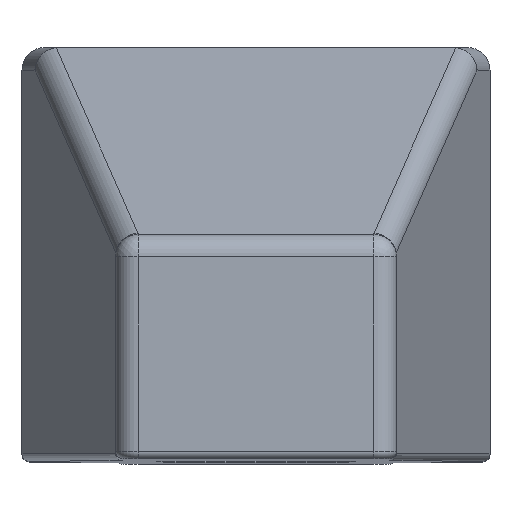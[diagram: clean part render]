
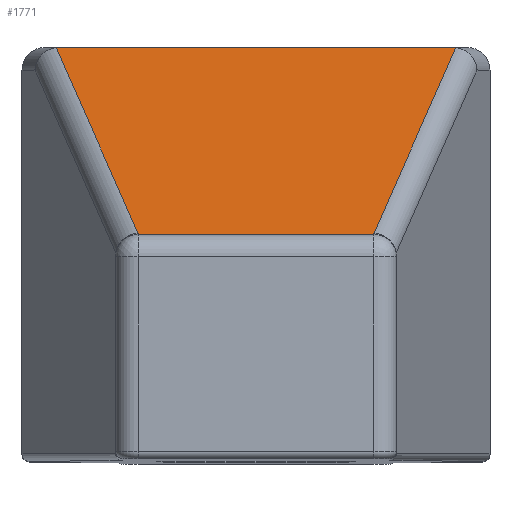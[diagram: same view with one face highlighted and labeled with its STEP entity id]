
A CAD part, top view. The second image highlights one B-rep face of the part: STEP entity #1771.
In plain terms, the highlighted planar face has unit normal (0, 0.906, 0.423).
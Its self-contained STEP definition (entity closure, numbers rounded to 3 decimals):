
#147=DIRECTION('',(-1.,0.,0.));
#148=VECTOR('',#147,26.858);
#149=CARTESIAN_POINT('',(13.429,28.067,18.567));
#150=LINE('',#149,#148);
#181=CARTESIAN_POINT('',(-13.559,28.062,18.579));
#182=CARTESIAN_POINT('',(-13.516,28.065,18.571));
#183=CARTESIAN_POINT('',(-13.473,28.067,18.567));
#184=CARTESIAN_POINT('',(-13.429,28.067,18.567));
#189=CARTESIAN_POINT('',(13.559,28.062,18.579));
#190=CARTESIAN_POINT('',(13.516,28.065,18.571));
#191=CARTESIAN_POINT('',(13.473,28.067,18.567));
#192=CARTESIAN_POINT('',(13.429,28.067,18.567));
#197=DIRECTION('',(-1.,0.,0.));
#198=VECTOR('',#197,16.002);
#199=CARTESIAN_POINT('',(8.001,15.24,46.075));
#200=LINE('',#199,#198);
#204=DIRECTION('',(-0.183,0.416,-0.891));
#205=VECTOR('',#204,30.438);
#206=CARTESIAN_POINT('',(-8.001,15.414,45.702));
#207=LINE('',#206,#205);
#652=DIRECTION('',(0.,0.423,-0.906));
#653=VECTOR('',#652,0.412);
#654=CARTESIAN_POINT('',(-8.001,15.24,46.075));
#655=LINE('',#654,#653);
#810=DIRECTION('',(0.,-0.423,0.906));
#811=VECTOR('',#810,0.412);
#812=CARTESIAN_POINT('',(8.001,15.414,45.702));
#813=LINE('',#812,#811);
#838=DIRECTION('',(-0.183,-0.416,0.891));
#839=VECTOR('',#838,30.438);
#840=CARTESIAN_POINT('',(13.559,28.062,18.579));
#841=LINE('',#840,#839);
#1421=CARTESIAN_POINT('',(-8.001,15.24,46.075));
#1423=VERTEX_POINT('',#1421);
#1424=CARTESIAN_POINT('',(-8.001,15.414,45.702));
#1425=CARTESIAN_POINT('',(-13.559,28.062,18.579));
#1426=VERTEX_POINT('',#1424);
#1427=VERTEX_POINT('',#1425);
#1429=CARTESIAN_POINT('',(-13.429,28.067,18.567));
#1431=VERTEX_POINT('',#1429);
#1483=CARTESIAN_POINT('',(13.429,28.067,18.567));
#1484=VERTEX_POINT('',#1483);
#1487=VERTEX_POINT('',#189);
#1488=CARTESIAN_POINT('',(8.001,15.414,45.702));
#1489=VERTEX_POINT('',#1488);
#1494=CARTESIAN_POINT('',(8.001,15.24,46.075));
#1496=VERTEX_POINT('',#1494);
#1750=CARTESIAN_POINT('',(22.103,15.24,46.075));
#1751=DIRECTION('',(0.,-0.906,-0.423));
#1752=DIRECTION('',(0.,0.423,-0.906));
#1753=AXIS2_PLACEMENT_3D('',#1750,#1751,#1752);
#1754=PLANE('',#1753);
#1756=ORIENTED_EDGE('',*,*,#1755,.T.);
#1757=ORIENTED_EDGE('',*,*,#1732,.T.);
#1758=ORIENTED_EDGE('',*,*,#1715,.F.);
#1760=ORIENTED_EDGE('',*,*,#1759,.F.);
#1762=ORIENTED_EDGE('',*,*,#1761,.T.);
#1764=ORIENTED_EDGE('',*,*,#1763,.T.);
#1766=ORIENTED_EDGE('',*,*,#1765,.T.);
#1768=ORIENTED_EDGE('',*,*,#1767,.T.);
#1769=EDGE_LOOP('',(#1756,#1757,#1758,#1760,#1762,#1764,#1766,#1768));
#1770=FACE_OUTER_BOUND('',#1769,.F.);
#185=B_SPLINE_CURVE_WITH_KNOTS('',3,(#181,#182,#183,#184),.UNSPECIFIED.,.F.,.F.,
(4,4),(0.,1.),.UNSPECIFIED.);
#193=B_SPLINE_CURVE_WITH_KNOTS('',3,(#189,#190,#191,#192),.UNSPECIFIED.,.F.,.F.,
(4,4),(0.,1.),.UNSPECIFIED.);
#1715=EDGE_CURVE('',#1484,#1431,#150,.T.);
#1732=EDGE_CURVE('',#1427,#1431,#185,.T.);
#1755=EDGE_CURVE('',#1426,#1427,#207,.T.);
#1759=EDGE_CURVE('',#1487,#1484,#193,.T.);
#1761=EDGE_CURVE('',#1487,#1489,#841,.T.);
#1763=EDGE_CURVE('',#1489,#1496,#813,.T.);
#1765=EDGE_CURVE('',#1496,#1423,#200,.T.);
#1767=EDGE_CURVE('',#1423,#1426,#655,.T.);
#1771=ADVANCED_FACE('',(#1770),#1754,.F.);
